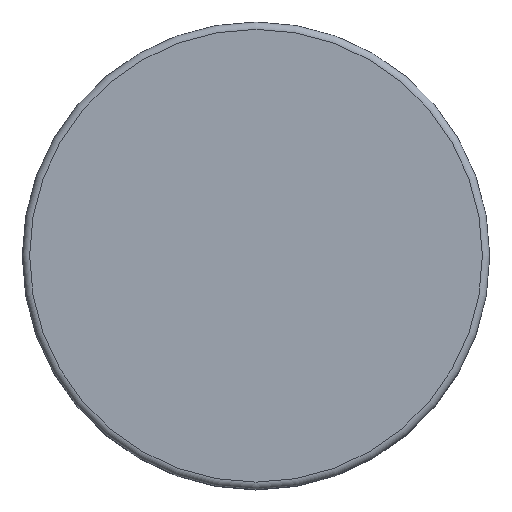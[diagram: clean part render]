
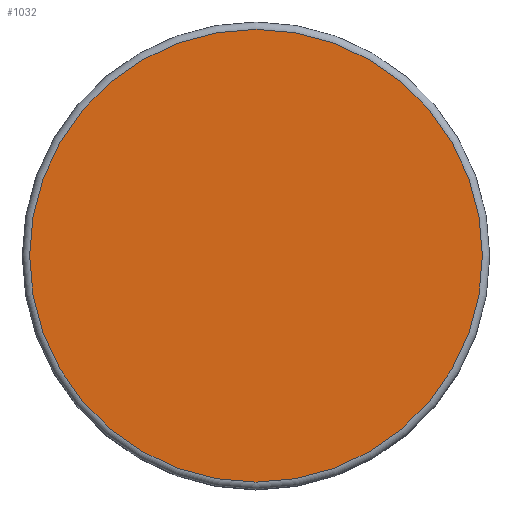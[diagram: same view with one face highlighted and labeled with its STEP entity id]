
A CAD part, top view. The second image highlights one B-rep face of the part: STEP entity #1032.
In plain terms, the highlighted planar face has unit normal (0, 0, 1).
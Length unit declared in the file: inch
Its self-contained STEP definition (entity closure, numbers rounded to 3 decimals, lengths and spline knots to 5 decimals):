
#272=PLANE('',#1101);
#333=FACE_OUTER_BOUND('',#397,.T.);
#397=EDGE_LOOP('',(#745));
#470=CIRCLE('',#1100,0.72638);
#510=VERTEX_POINT('',#1516);
#606=EDGE_CURVE('',#510,#510,#470,.T.);
#745=ORIENTED_EDGE('',*,*,#606,.F.);
#1032=ADVANCED_FACE('',(#333),#272,.T.);
#1100=AXIS2_PLACEMENT_3D('',#1517,#1215,#1216);
#1101=AXIS2_PLACEMENT_3D('',#1518,#1217,#1218);
#1215=DIRECTION('center_axis',(0.,0.,-1.));
#1216=DIRECTION('ref_axis',(-1.,0.,0.));
#1217=DIRECTION('center_axis',(0.,0.,1.));
#1218=DIRECTION('ref_axis',(1.,0.,0.));
#1516=CARTESIAN_POINT('',(-0.72638,0.,1.25984));
#1517=CARTESIAN_POINT('Origin',(0.,0.,1.25984));
#1518=CARTESIAN_POINT('Origin',(-0.72638,0.,1.25984));
